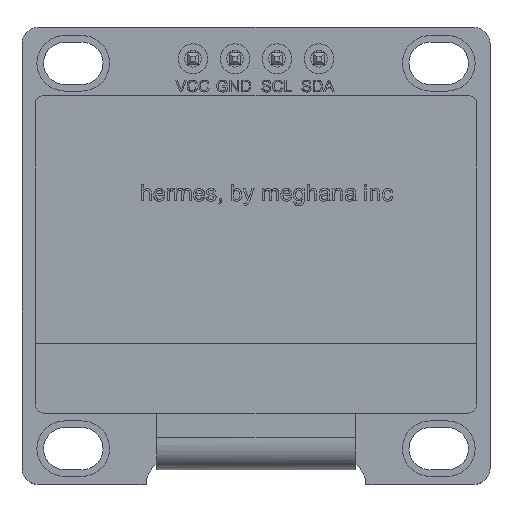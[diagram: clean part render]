
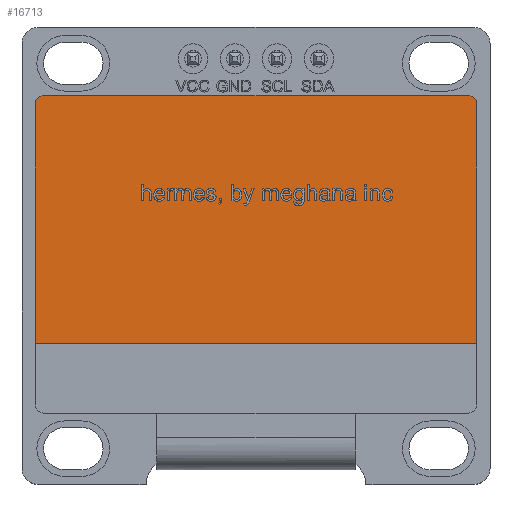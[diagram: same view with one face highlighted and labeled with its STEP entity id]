
A CAD part, top view. The second image highlights one B-rep face of the part: STEP entity #16713.
In plain terms, the highlighted planar face has unit normal (0, 0, 1).
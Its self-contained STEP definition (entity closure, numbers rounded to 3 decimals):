
#1346=PLANE('',#17895);
#1952=FACE_OUTER_BOUND('',#2944,.T.);
#2944=EDGE_LOOP('',(#11685,#11686,#11687,#11688,#11689,#11690));
#4003=LINE('',#22067,#5712);
#4004=LINE('',#22071,#5713);
#4005=LINE('',#22073,#5714);
#4006=LINE('',#22074,#5715);
#5712=VECTOR('',#18733,10.);
#5713=VECTOR('',#18736,10.);
#5714=VECTOR('',#18737,10.);
#5715=VECTOR('',#18738,10.);
#7414=CIRCLE('',#17893,0.5);
#7416=CIRCLE('',#17896,0.5);
#7536=VERTEX_POINT('',#22057);
#7537=VERTEX_POINT('',#22058);
#7540=VERTEX_POINT('',#22066);
#7541=VERTEX_POINT('',#22068);
#7542=VERTEX_POINT('',#22070);
#7543=VERTEX_POINT('',#22072);
#9185=EDGE_CURVE('',#7536,#7537,#7414,.T.);
#9189=EDGE_CURVE('',#7536,#7540,#4003,.T.);
#9190=EDGE_CURVE('',#7541,#7540,#7416,.T.);
#9191=EDGE_CURVE('',#7541,#7542,#4004,.T.);
#9192=EDGE_CURVE('',#7542,#7543,#4005,.T.);
#9193=EDGE_CURVE('',#7543,#7537,#4006,.T.);
#11685=ORIENTED_EDGE('',*,*,#9185,.F.);
#11686=ORIENTED_EDGE('',*,*,#9189,.T.);
#11687=ORIENTED_EDGE('',*,*,#9190,.F.);
#11688=ORIENTED_EDGE('',*,*,#9191,.T.);
#11689=ORIENTED_EDGE('',*,*,#9192,.T.);
#11690=ORIENTED_EDGE('',*,*,#9193,.T.);
#16713=ADVANCED_FACE('',(#1952),#1346,.T.);
#17893=AXIS2_PLACEMENT_3D('',#22059,#18725,#18726);
#17895=AXIS2_PLACEMENT_3D('',#22065,#18731,#18732);
#17896=AXIS2_PLACEMENT_3D('',#22069,#18734,#18735);
#18725=DIRECTION('center_axis',(0.,0.,-1.));
#18726=DIRECTION('ref_axis',(0.707,0.707,0.));
#18731=DIRECTION('center_axis',(0.,0.,1.));
#18732=DIRECTION('ref_axis',(1.,0.,0.));
#18733=DIRECTION('',(-1.,0.,0.));
#18734=DIRECTION('center_axis',(0.,0.,-1.));
#18735=DIRECTION('ref_axis',(-0.707,0.707,0.));
#18736=DIRECTION('',(0.,-1.,0.));
#18737=DIRECTION('',(1.,0.,0.));
#18738=DIRECTION('',(0.,1.,0.));
#22057=CARTESIAN_POINT('',(12.84,9.6,1.6));
#22058=CARTESIAN_POINT('',(13.34,9.1,1.6));
#22059=CARTESIAN_POINT('Origin',(12.84,9.1,1.6));
#22065=CARTESIAN_POINT('Origin',(0.,2.1,1.6));
#22066=CARTESIAN_POINT('',(-12.84,9.6,1.6));
#22067=CARTESIAN_POINT('',(-13.34,9.6,1.6));
#22068=CARTESIAN_POINT('',(-13.34,9.1,1.6));
#22069=CARTESIAN_POINT('Origin',(-12.84,9.1,1.6));
#22070=CARTESIAN_POINT('',(-13.34,-5.4,1.6));
#22071=CARTESIAN_POINT('',(-13.34,-5.4,1.6));
#22072=CARTESIAN_POINT('',(13.34,-5.4,1.6));
#22073=CARTESIAN_POINT('',(13.34,-5.4,1.6));
#22074=CARTESIAN_POINT('',(13.34,9.6,1.6));
